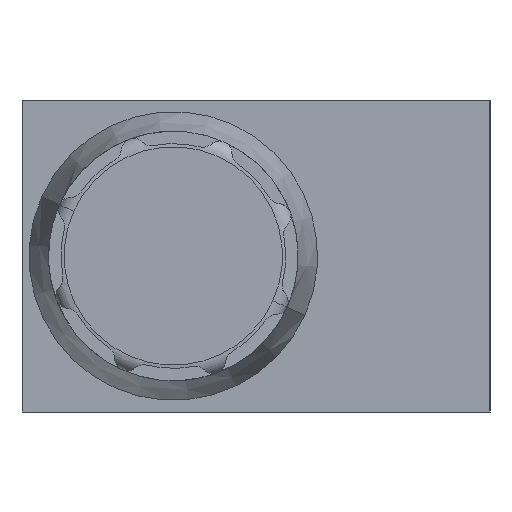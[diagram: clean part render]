
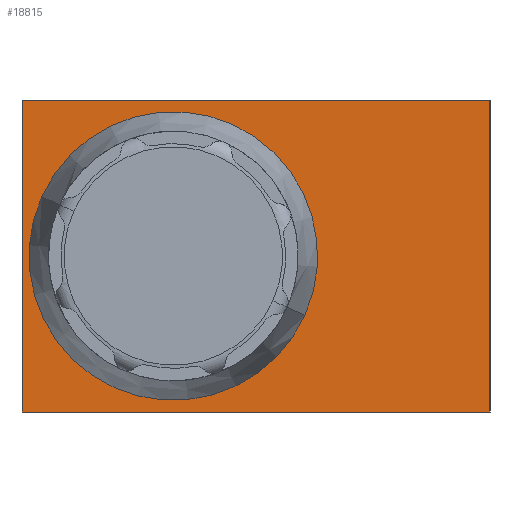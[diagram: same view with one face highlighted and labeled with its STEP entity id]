
A CAD part, left-side view. The second image highlights one B-rep face of the part: STEP entity #18815.
In plain terms, the highlighted planar face has unit normal (-1, 0, 0).
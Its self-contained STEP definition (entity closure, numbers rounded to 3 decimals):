
#222 = VECTOR ( 'NONE', #14067, 1000. ) ;
#831 = ORIENTED_EDGE ( 'NONE', *, *, #2374, .T. ) ;
#1342 = PLANE ( 'NONE',  #10550 ) ;
#2045 = VERTEX_POINT ( 'NONE', #17978 ) ;
#2301 = VERTEX_POINT ( 'NONE', #17182 ) ;
#2374 = EDGE_CURVE ( 'NONE', #8015, #2301, #13934, .T. ) ;
#2532 = CARTESIAN_POINT ( 'NONE',  ( 0., 30., 20. ) ) ;
#3958 = FACE_OUTER_BOUND ( 'NONE', #5358, .T. ) ;
#4233 = LINE ( 'NONE', #5107, #222 ) ;
#4290 = CARTESIAN_POINT ( 'NONE',  ( 0., 0., 20. ) ) ;
#4366 = DIRECTION ( 'NONE',  ( 1., 0., 0. ) ) ;
#4896 = LINE ( 'NONE', #4290, #12404 ) ;
#4987 = ORIENTED_EDGE ( 'NONE', *, *, #14488, .T. ) ;
#5051 = VERTEX_POINT ( 'NONE', #14835 ) ;
#5107 = CARTESIAN_POINT ( 'NONE',  ( 0., 0., 0. ) ) ;
#5358 = EDGE_LOOP ( 'NONE', ( #4987, #9757, #5591, #831 ) ) ;
#5591 = ORIENTED_EDGE ( 'NONE', *, *, #19290, .F. ) ;
#5787 = DIRECTION ( 'NONE',  ( 0., -1., 0. ) ) ;
#6363 = DIRECTION ( 'NONE',  ( 0., 0., -1. ) ) ;
#8015 = VERTEX_POINT ( 'NONE', #14899 ) ;
#8272 = LINE ( 'NONE', #15328, #15325 ) ;
#9757 = ORIENTED_EDGE ( 'NONE', *, *, #11657, .F. ) ;
#10550 = AXIS2_PLACEMENT_3D ( 'NONE', #11847, #4366, #14830 ) ;
#11657 = EDGE_CURVE ( 'NONE', #5051, #2045, #8272, .T. ) ;
#11847 = CARTESIAN_POINT ( 'NONE',  ( 0., 0., 20. ) ) ;
#12085 = VECTOR ( 'NONE', #16008, 1000. ) ;
#12404 = VECTOR ( 'NONE', #5787, 1000. ) ;
#13934 = LINE ( 'NONE', #2532, #12085 ) ;
#14067 = DIRECTION ( 'NONE',  ( 0., -1., 0. ) ) ;
#14488 = EDGE_CURVE ( 'NONE', #2301, #2045, #4233, .T. ) ;
#14830 = DIRECTION ( 'NONE',  ( 0., 0., -1. ) ) ;
#14835 = CARTESIAN_POINT ( 'NONE',  ( 0., 0., 20. ) ) ;
#14899 = CARTESIAN_POINT ( 'NONE',  ( 0., 30., 20. ) ) ;
#15325 = VECTOR ( 'NONE', #6363, 1000. ) ;
#15328 = CARTESIAN_POINT ( 'NONE',  ( 0., 0., 20. ) ) ;
#16008 = DIRECTION ( 'NONE',  ( 0., 0., -1. ) ) ;
#17182 = CARTESIAN_POINT ( 'NONE',  ( 0., 30., 0. ) ) ;
#17978 = CARTESIAN_POINT ( 'NONE',  ( 0., 0., 0. ) ) ;
#18815 = ADVANCED_FACE ( 'NONE', ( #3958 ), #1342, .F. ) ;
#19290 = EDGE_CURVE ( 'NONE', #8015, #5051, #4896, .T. ) ;
